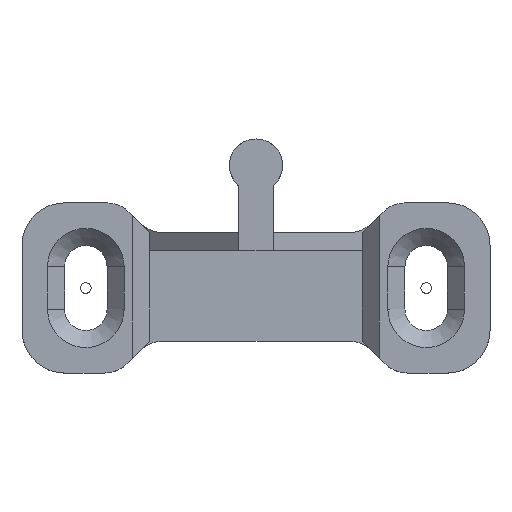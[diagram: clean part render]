
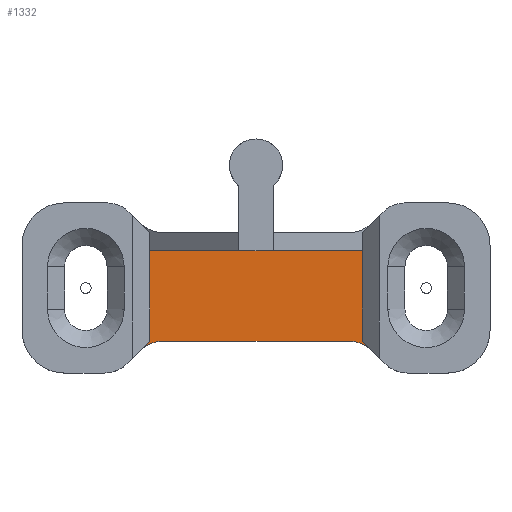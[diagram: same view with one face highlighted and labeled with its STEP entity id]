
A CAD part, top view. The second image highlights one B-rep face of the part: STEP entity #1332.
In plain terms, the highlighted planar face has unit normal (0, 0, 1).
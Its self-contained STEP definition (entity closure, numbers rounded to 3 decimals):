
#8 = VERTEX_POINT ( 'NONE', #28 ) ;
#17 = CIRCLE ( 'NONE', #1428, 3. ) ;
#28 = CARTESIAN_POINT ( 'NONE',  ( -8.757, 3., 2. ) ) ;
#34 = ORIENTED_EDGE ( 'NONE', *, *, #312, .T. ) ;
#62 = CARTESIAN_POINT ( 'NONE',  ( 10., 11.5, 2. ) ) ;
#70 = EDGE_LOOP ( 'NONE', ( #373, #34, #1241, #961, #896, #1704, #1423, #1225 ) ) ;
#137 = CARTESIAN_POINT ( 'NONE',  ( -10., 3., 2. ) ) ;
#167 = CARTESIAN_POINT ( 'NONE',  ( 8.757, 3., 2. ) ) ;
#169 = LINE ( 'NONE', #1733, #1280 ) ;
#188 = DIRECTION ( 'NONE',  ( 0., 0., 1. ) ) ;
#216 = VECTOR ( 'NONE', #1435, 1000. ) ;
#236 = CARTESIAN_POINT ( 'NONE',  ( 10., 3., 2. ) ) ;
#312 = EDGE_CURVE ( 'NONE', #984, #1086, #1063, .T. ) ;
#313 = VECTOR ( 'NONE', #1259, 1000. ) ;
#373 = ORIENTED_EDGE ( 'NONE', *, *, #1554, .T. ) ;
#376 = CARTESIAN_POINT ( 'NONE',  ( 10., 13.2, 2. ) ) ;
#420 = AXIS2_PLACEMENT_3D ( 'NONE', #641, #188, #1245 ) ;
#445 = VERTEX_POINT ( 'NONE', #62 ) ;
#452 = DIRECTION ( 'NONE',  ( 1., 0., 0. ) ) ;
#521 = CARTESIAN_POINT ( 'NONE',  ( 10.879, 2.121, 2. ) ) ;
#540 = DIRECTION ( 'NONE',  ( 0., -1., 0. ) ) ;
#589 = CARTESIAN_POINT ( 'NONE',  ( -8.757, 0., 2. ) ) ;
#613 = CARTESIAN_POINT ( 'NONE',  ( 10., 3., 2. ) ) ;
#628 = LINE ( 'NONE', #376, #216 ) ;
#641 = CARTESIAN_POINT ( 'NONE',  ( 0., 16., 2. ) ) ;
#668 = DIRECTION ( 'NONE',  ( -0.707, -0.707, 0. ) ) ;
#684 = EDGE_CURVE ( 'NONE', #1040, #8, #1242, .T. ) ;
#707 = VERTEX_POINT ( 'NONE', #1046 ) ;
#741 = DIRECTION ( 'NONE',  ( -1., 0., 0. ) ) ;
#744 = AXIS2_PLACEMENT_3D ( 'NONE', #589, #1625, #741 ) ;
#764 = CARTESIAN_POINT ( 'NONE',  ( 8.757, 0., 2. ) ) ;
#766 = DIRECTION ( 'NONE',  ( -0.707, 0.707, 0. ) ) ;
#769 = FACE_OUTER_BOUND ( 'NONE', #70, .T. ) ;
#778 = VERTEX_POINT ( 'NONE', #167 ) ;
#896 = ORIENTED_EDGE ( 'NONE', *, *, #1062, .T. ) ;
#905 = DIRECTION ( 'NONE',  ( -1., 0., 0. ) ) ;
#961 = ORIENTED_EDGE ( 'NONE', *, *, #1420, .T. ) ;
#984 = VERTEX_POINT ( 'NONE', #521 ) ;
#1025 = EDGE_CURVE ( 'NONE', #445, #1086, #628, .T. ) ;
#1040 = VERTEX_POINT ( 'NONE', #1881 ) ;
#1046 = CARTESIAN_POINT ( 'NONE',  ( -10., 11.5, 2. ) ) ;
#1062 = EDGE_CURVE ( 'NONE', #707, #1535, #169, .T. ) ;
#1063 = LINE ( 'NONE', #613, #1848 ) ;
#1086 = VERTEX_POINT ( 'NONE', #236 ) ;
#1093 = VECTOR ( 'NONE', #452, 1000. ) ;
#1094 = PLANE ( 'NONE',  #420 ) ;
#1141 = LINE ( 'NONE', #1955, #1093 ) ;
#1225 = ORIENTED_EDGE ( 'NONE', *, *, #1580, .T. ) ;
#1241 = ORIENTED_EDGE ( 'NONE', *, *, #1025, .F. ) ;
#1242 = CIRCLE ( 'NONE', #744, 3. ) ;
#1245 = DIRECTION ( 'NONE',  ( 1., 0., 0. ) ) ;
#1259 = DIRECTION ( 'NONE',  ( -1., 0., 0. ) ) ;
#1280 = VECTOR ( 'NONE', #540, 1000. ) ;
#1302 = VECTOR ( 'NONE', #668, 1000. ) ;
#1332 = ADVANCED_FACE ( 'NONE', ( #769 ), #1094, .T. ) ;
#1420 = EDGE_CURVE ( 'NONE', #445, #707, #1813, .T. ) ;
#1423 = ORIENTED_EDGE ( 'NONE', *, *, #684, .T. ) ;
#1428 = AXIS2_PLACEMENT_3D ( 'NONE', #764, #1799, #905 ) ;
#1435 = DIRECTION ( 'NONE',  ( 0., -1., 0. ) ) ;
#1535 = VERTEX_POINT ( 'NONE', #137 ) ;
#1551 = CARTESIAN_POINT ( 'NONE',  ( 0., 11.5, 2. ) ) ;
#1554 = EDGE_CURVE ( 'NONE', #778, #984, #17, .T. ) ;
#1580 = EDGE_CURVE ( 'NONE', #8, #778, #1141, .T. ) ;
#1625 = DIRECTION ( 'NONE',  ( 0., 0., -1. ) ) ;
#1696 = LINE ( 'NONE', #1860, #1302 ) ;
#1704 = ORIENTED_EDGE ( 'NONE', *, *, #1821, .T. ) ;
#1733 = CARTESIAN_POINT ( 'NONE',  ( -10., 16., 2. ) ) ;
#1799 = DIRECTION ( 'NONE',  ( 0., 0., -1. ) ) ;
#1813 = LINE ( 'NONE', #1551, #313 ) ;
#1821 = EDGE_CURVE ( 'NONE', #1535, #1040, #1696, .T. ) ;
#1848 = VECTOR ( 'NONE', #766, 1000. ) ;
#1860 = CARTESIAN_POINT ( 'NONE',  ( -13., 0., 2. ) ) ;
#1881 = CARTESIAN_POINT ( 'NONE',  ( -10.879, 2.121, 2. ) ) ;
#1955 = CARTESIAN_POINT ( 'NONE',  ( -10., 3., 2. ) ) ;
